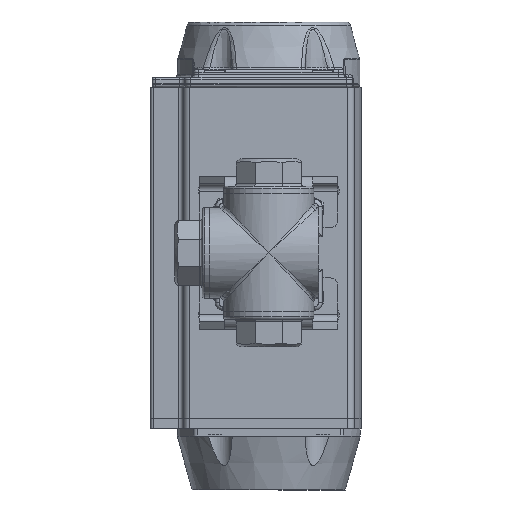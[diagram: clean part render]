
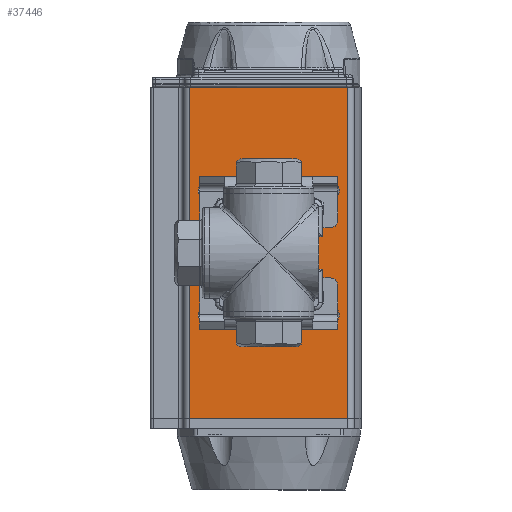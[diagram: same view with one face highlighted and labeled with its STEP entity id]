
A CAD part, front view. The second image highlights one B-rep face of the part: STEP entity #37446.
In plain terms, the highlighted planar face has unit normal (0, -1, 0).
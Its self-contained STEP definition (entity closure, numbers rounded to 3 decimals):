
#4264=LINE('',#93743,#6537);
#4266=LINE('',#93750,#6539);
#4278=LINE('',#93802,#6551);
#4279=LINE('',#93808,#6552);
#6537=VECTOR('',#49232,1000.);
#6539=VECTOR('',#49238,1000.);
#6551=VECTOR('',#49284,1000.);
#6552=VECTOR('',#49287,1000.);
#17079=ORIENTED_EDGE('',*,*,#23263,.F.);
#17080=ORIENTED_EDGE('',*,*,#23293,.T.);
#17081=ORIENTED_EDGE('',*,*,#23266,.T.);
#17082=ORIENTED_EDGE('',*,*,#23291,.F.);
#17083=ORIENTED_EDGE('',*,*,#23159,.T.);
#17084=ORIENTED_EDGE('',*,*,#23184,.T.);
#17085=ORIENTED_EDGE('',*,*,#23186,.T.);
#17086=ORIENTED_EDGE('',*,*,#23188,.T.);
#17087=ORIENTED_EDGE('',*,*,#23190,.T.);
#17088=ORIENTED_EDGE('',*,*,#23192,.T.);
#17089=ORIENTED_EDGE('',*,*,#23194,.T.);
#17090=ORIENTED_EDGE('',*,*,#23196,.T.);
#17091=ORIENTED_EDGE('',*,*,#23198,.T.);
#23159=EDGE_CURVE('',#27049,#27049,#28908,.T.);
#23184=EDGE_CURVE('',#27074,#27074,#28933,.T.);
#23186=EDGE_CURVE('',#27076,#27076,#28935,.T.);
#23188=EDGE_CURVE('',#27078,#27078,#28937,.T.);
#23190=EDGE_CURVE('',#27080,#27080,#28939,.T.);
#23192=EDGE_CURVE('',#27082,#27082,#28941,.T.);
#23194=EDGE_CURVE('',#27084,#27084,#28943,.T.);
#23196=EDGE_CURVE('',#27086,#27086,#28945,.T.);
#23198=EDGE_CURVE('',#27088,#27088,#28947,.T.);
#23263=EDGE_CURVE('',#27166,#27141,#4264,.T.);
#23266=EDGE_CURVE('',#27170,#27169,#4266,.T.);
#23291=EDGE_CURVE('',#27141,#27169,#4278,.T.);
#23293=EDGE_CURVE('',#27166,#27170,#4279,.T.);
#27049=VERTEX_POINT('',#93457);
#27074=VERTEX_POINT('',#93520);
#27076=VERTEX_POINT('',#93525);
#27078=VERTEX_POINT('',#93530);
#27080=VERTEX_POINT('',#93535);
#27082=VERTEX_POINT('',#93540);
#27084=VERTEX_POINT('',#93545);
#27086=VERTEX_POINT('',#93550);
#27088=VERTEX_POINT('',#93555);
#27141=VERTEX_POINT('',#93692);
#27166=VERTEX_POINT('',#93742);
#27169=VERTEX_POINT('',#93749);
#27170=VERTEX_POINT('',#93751);
#28908=CIRCLE('',#40951,14.635);
#28933=CIRCLE('',#40989,3.324);
#28935=CIRCLE('',#40992,3.324);
#28937=CIRCLE('',#40995,3.324);
#28939=CIRCLE('',#40998,3.324);
#28941=CIRCLE('',#41001,2.459);
#28943=CIRCLE('',#41004,2.459);
#28945=CIRCLE('',#41007,2.459);
#28947=CIRCLE('',#41010,2.459);
#31534=EDGE_LOOP('',(#17079,#17080,#17081,#17082));
#31535=EDGE_LOOP('',(#17083));
#31536=EDGE_LOOP('',(#17084));
#31537=EDGE_LOOP('',(#17085));
#31538=EDGE_LOOP('',(#17086));
#31539=EDGE_LOOP('',(#17087));
#31540=EDGE_LOOP('',(#17088));
#31541=EDGE_LOOP('',(#17089));
#31542=EDGE_LOOP('',(#17090));
#31543=EDGE_LOOP('',(#17091));
#34304=FACE_BOUND('',#31534,.T.);
#34305=FACE_BOUND('',#31535,.T.);
#34306=FACE_BOUND('',#31536,.T.);
#34307=FACE_BOUND('',#31537,.T.);
#34308=FACE_BOUND('',#31538,.T.);
#34309=FACE_BOUND('',#31539,.T.);
#34310=FACE_BOUND('',#31540,.T.);
#34311=FACE_BOUND('',#31541,.T.);
#34312=FACE_BOUND('',#31542,.T.);
#34313=FACE_BOUND('',#31543,.T.);
#35342=PLANE('',#41122);
#37446=ADVANCED_FACE('',(#34304,#34305,#34306,#34307,#34308,#34309,#34310,
#34311,#34312,#34313),#35342,.T.);
#40951=AXIS2_PLACEMENT_3D('',#93456,#48915,#48916);
#40989=AXIS2_PLACEMENT_3D('',#93519,#48991,#48992);
#40992=AXIS2_PLACEMENT_3D('',#93524,#48997,#48998);
#40995=AXIS2_PLACEMENT_3D('',#93529,#49003,#49004);
#40998=AXIS2_PLACEMENT_3D('',#93534,#49009,#49010);
#41001=AXIS2_PLACEMENT_3D('',#93539,#49015,#49016);
#41004=AXIS2_PLACEMENT_3D('',#93544,#49021,#49022);
#41007=AXIS2_PLACEMENT_3D('',#93549,#49027,#49028);
#41010=AXIS2_PLACEMENT_3D('',#93554,#49033,#49034);
#41122=AXIS2_PLACEMENT_3D('',#93807,#49285,#49286);
#48915=DIRECTION('',(0.,1.,0.));
#48916=DIRECTION('',(1.,0.,0.));
#48991=DIRECTION('',(0.,1.,0.));
#48992=DIRECTION('',(1.,0.,0.));
#48997=DIRECTION('',(0.,1.,0.));
#48998=DIRECTION('',(1.,0.,0.));
#49003=DIRECTION('',(0.,1.,0.));
#49004=DIRECTION('',(1.,0.,0.));
#49009=DIRECTION('',(0.,1.,0.));
#49010=DIRECTION('',(1.,0.,0.));
#49015=DIRECTION('',(0.,1.,0.));
#49016=DIRECTION('',(1.,0.,0.));
#49021=DIRECTION('',(0.,1.,0.));
#49022=DIRECTION('',(1.,0.,0.));
#49027=DIRECTION('',(0.,1.,0.));
#49028=DIRECTION('',(1.,0.,0.));
#49033=DIRECTION('',(0.,1.,0.));
#49034=DIRECTION('',(1.,0.,0.));
#49232=DIRECTION('',(1.,0.,0.));
#49238=DIRECTION('',(1.,0.,0.));
#49284=DIRECTION('',(0.,0.,-1.));
#49285=DIRECTION('',(0.,-1.,0.));
#49286=DIRECTION('',(-1.,0.,0.));
#49287=DIRECTION('',(0.,0.,-1.));
#93456=CARTESIAN_POINT('',(0.,-44.471,66.));
#93457=CARTESIAN_POINT('',(14.635,-44.471,66.));
#93519=CARTESIAN_POINT('',(-24.749,-44.471,41.251));
#93520=CARTESIAN_POINT('',(-21.425,-44.471,41.251));
#93524=CARTESIAN_POINT('',(24.749,-44.471,41.251));
#93525=CARTESIAN_POINT('',(28.072,-44.471,41.251));
#93529=CARTESIAN_POINT('',(24.749,-44.471,90.749));
#93530=CARTESIAN_POINT('',(28.072,-44.471,90.749));
#93534=CARTESIAN_POINT('',(-24.749,-44.471,90.749));
#93535=CARTESIAN_POINT('',(-21.425,-44.471,90.749));
#93539=CARTESIAN_POINT('',(-17.678,-44.471,83.678));
#93540=CARTESIAN_POINT('',(-15.219,-44.471,83.678));
#93544=CARTESIAN_POINT('',(-17.678,-44.471,48.322));
#93545=CARTESIAN_POINT('',(-15.219,-44.471,48.322));
#93549=CARTESIAN_POINT('',(17.678,-44.471,48.322));
#93550=CARTESIAN_POINT('',(20.136,-44.471,48.322));
#93554=CARTESIAN_POINT('',(17.678,-44.471,83.678));
#93555=CARTESIAN_POINT('',(20.136,-44.471,83.678));
#93692=CARTESIAN_POINT('',(31.5,-44.471,132.));
#93742=CARTESIAN_POINT('',(-31.5,-44.471,132.));
#93743=CARTESIAN_POINT('',(5.25,-44.471,132.));
#93749=CARTESIAN_POINT('',(31.5,-44.471,0.));
#93750=CARTESIAN_POINT('',(5.25,-44.471,0.));
#93751=CARTESIAN_POINT('',(-31.5,-44.471,0.));
#93802=CARTESIAN_POINT('',(31.5,-44.471,0.));
#93807=CARTESIAN_POINT('',(-31.5,-44.471,0.));
#93808=CARTESIAN_POINT('',(-31.5,-44.471,0.));
